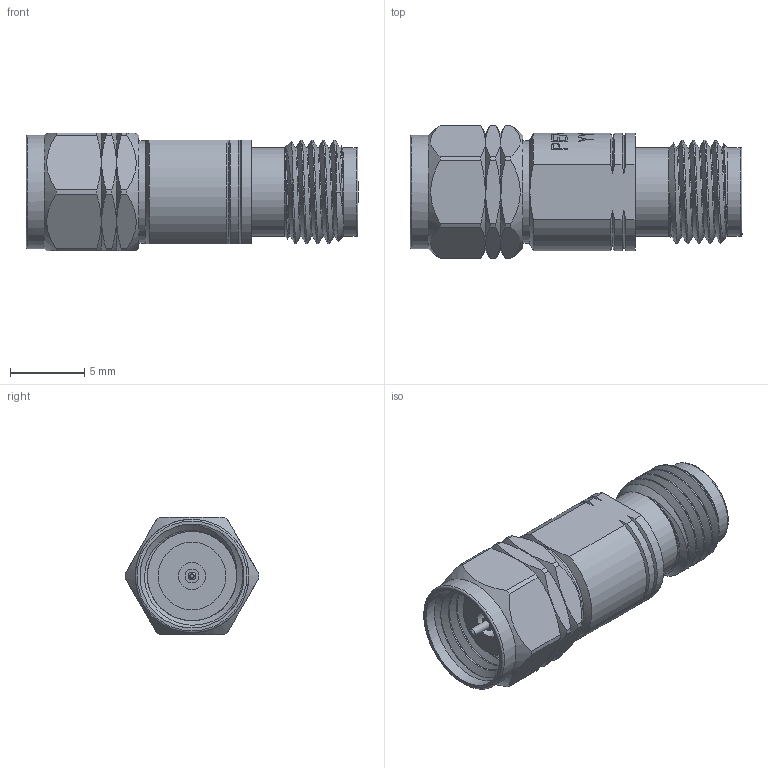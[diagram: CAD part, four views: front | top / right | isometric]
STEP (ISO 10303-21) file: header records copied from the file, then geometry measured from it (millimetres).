
FILE_DESCRIPTION (( 'STEP AP203' ), '1' );
FILE_NAME ('PE7403-4_3D.step', '2021-08-31T15:26:13', ( '' ), ( '' ), 'SwSTEP 2.0', 'SolidWorks 2021', '' );
FILE_SCHEMA (( 'CONFIG_CONTROL_DESIGN' ));
Length unit declared in the file: inch
Products named in the file (1): PE7403-4_3D
Bounding box: 22.35 x 8.99 x 7.94 mm (x, y, z)
Volume: 794.9 mm3; surface area: 954 mm2
Topology: 1 solids, 1 shells, 275 faces, 729 edges, 484 vertices
Faces by surface type: plane 121, bspline 67, cylinder 58, cone 27, torus 2
Full cylindrical faces by diameter (mm): 0.533 x2, 0.787 x1, 0.94 x1, 1.85 x2, 4.572 x1, 4.699 x1, 5.963 x2, 6.874 x1, 7 x4, 7.641 x1
Entity records: 12920 total; most frequent: CARTESIAN_POINT 6898, ORIENTED_EDGE 1358, DIRECTION 995, EDGE_CURVE 679, VERTEX_POINT 463, AXIS2_PLACEMENT_3D 406, EDGE_LOOP 324, B_SPLINE_CURVE_WITH_KNOTS 287
